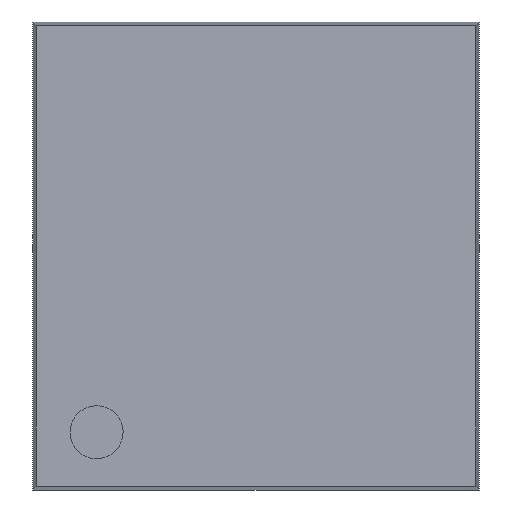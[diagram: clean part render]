
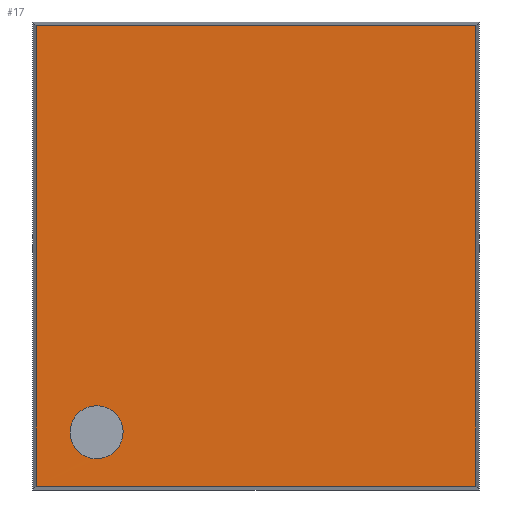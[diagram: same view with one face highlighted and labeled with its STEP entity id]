
A CAD part, top view. The second image highlights one B-rep face of the part: STEP entity #17.
In plain terms, the highlighted planar face has unit normal (0, 0, 1).
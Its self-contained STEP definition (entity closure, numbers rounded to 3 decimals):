
#17 = ADVANCED_FACE('',(#18,#52),#84,.F.);
#18 = FACE_BOUND('',#19,.T.);
#19 = EDGE_LOOP('',(#20,#30,#38,#46));
#20 = ORIENTED_EDGE('',*,*,#21,.F.);
#21 = EDGE_CURVE('',#22,#24,#26,.T.);
#22 = VERTEX_POINT('',#23);
#23 = CARTESIAN_POINT('',(-1.033,1.083,1.));
#24 = VERTEX_POINT('',#25);
#25 = CARTESIAN_POINT('',(1.033,1.083,1.));
#26 = LINE('',#27,#28);
#27 = CARTESIAN_POINT('',(0.,1.083,1.));
#28 = VECTOR('',#29,1.);
#29 = DIRECTION('',(1.,0.,0.));
#30 = ORIENTED_EDGE('',*,*,#31,.F.);
#31 = EDGE_CURVE('',#32,#22,#34,.T.);
#32 = VERTEX_POINT('',#33);
#33 = CARTESIAN_POINT('',(-1.033,-1.083,1.));
#34 = LINE('',#35,#36);
#35 = CARTESIAN_POINT('',(-1.033,0.,1.));
#36 = VECTOR('',#37,1.);
#37 = DIRECTION('',(0.,1.,0.));
#38 = ORIENTED_EDGE('',*,*,#39,.F.);
#39 = EDGE_CURVE('',#40,#32,#42,.T.);
#40 = VERTEX_POINT('',#41);
#41 = CARTESIAN_POINT('',(1.033,-1.083,1.));
#42 = LINE('',#43,#44);
#43 = CARTESIAN_POINT('',(0.,-1.083,1.));
#44 = VECTOR('',#45,1.);
#45 = DIRECTION('',(-1.,0.,0.));
#46 = ORIENTED_EDGE('',*,*,#47,.F.);
#47 = EDGE_CURVE('',#24,#40,#48,.T.);
#48 = LINE('',#49,#50);
#49 = CARTESIAN_POINT('',(1.033,0.,1.));
#50 = VECTOR('',#51,1.);
#51 = DIRECTION('',(0.,-1.,0.));
#52 = FACE_BOUND('',#53,.F.);
#53 = EDGE_LOOP('',(#54,#71));
#54 = ORIENTED_EDGE('',*,*,#55,.T.);
#55 = EDGE_CURVE('',#56,#58,#60,.T.);
#56 = VERTEX_POINT('',#57);
#57 = CARTESIAN_POINT('',(-0.749,-0.955,1.));
#58 = VERTEX_POINT('',#59);
#59 = CARTESIAN_POINT('',(-0.749,-0.706,1.));
#60 = B_SPLINE_CURVE_WITH_KNOTS('',3,(#61,#62,#63,#64,#65,#66,#67,#68,
    #69,#70),.UNSPECIFIED.,.F.,.F.,(4,2,2,2,4),(0.,0.25,0.5,0.75,1.),
  .UNSPECIFIED.);
#61 = CARTESIAN_POINT('',(-0.749,-0.955,1.));
#62 = CARTESIAN_POINT('',(-0.715,-0.955,1.));
#63 = CARTESIAN_POINT('',(-0.685,-0.942,1.));
#64 = CARTESIAN_POINT('',(-0.637,-0.895,1.));
#65 = CARTESIAN_POINT('',(-0.625,-0.864,1.));
#66 = CARTESIAN_POINT('',(-0.624,-0.797,1.));
#67 = CARTESIAN_POINT('',(-0.637,-0.767,1.));
#68 = CARTESIAN_POINT('',(-0.685,-0.718,1.));
#69 = CARTESIAN_POINT('',(-0.714,-0.706,1.));
#70 = CARTESIAN_POINT('',(-0.749,-0.706,1.));
#71 = ORIENTED_EDGE('',*,*,#72,.T.);
#72 = EDGE_CURVE('',#58,#56,#73,.T.);
#73 = B_SPLINE_CURVE_WITH_KNOTS('',3,(#74,#75,#76,#77,#78,#79,#80,#81,
    #82,#83),.UNSPECIFIED.,.F.,.F.,(4,2,2,2,4),(0.,0.25,0.5,0.75,1.),
  .UNSPECIFIED.);
#74 = CARTESIAN_POINT('',(-0.749,-0.706,1.));
#75 = CARTESIAN_POINT('',(-0.783,-0.706,1.));
#76 = CARTESIAN_POINT('',(-0.813,-0.719,1.));
#77 = CARTESIAN_POINT('',(-0.861,-0.766,1.));
#78 = CARTESIAN_POINT('',(-0.874,-0.797,1.));
#79 = CARTESIAN_POINT('',(-0.874,-0.864,1.));
#80 = CARTESIAN_POINT('',(-0.861,-0.894,1.));
#81 = CARTESIAN_POINT('',(-0.813,-0.943,1.));
#82 = CARTESIAN_POINT('',(-0.784,-0.955,1.));
#83 = CARTESIAN_POINT('',(-0.749,-0.955,1.));
#84 = PLANE('',#85);
#85 = AXIS2_PLACEMENT_3D('',#86,#87,#88);
#86 = CARTESIAN_POINT('',(0.,0.,1.));
#87 = DIRECTION('',(0.,0.,-1.));
#88 = DIRECTION('',(0.,1.,0.));
